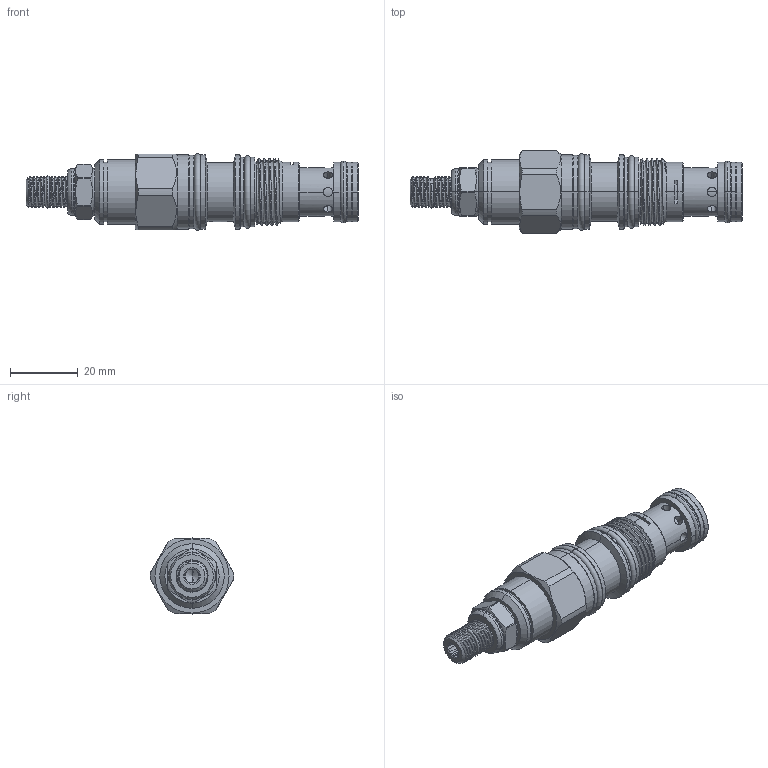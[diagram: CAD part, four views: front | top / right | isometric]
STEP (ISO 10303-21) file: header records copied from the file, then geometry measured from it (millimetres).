
FILE_DESCRIPTION (( 'STEP AP203' ), '1' );
FILE_NAME ('PB11A30-LS.STEP', '2020-03-27T03:54:58', ( '' ), ( '' ), 'SwSTEP 2.0', 'SolidWorks 2018', '' );
FILE_SCHEMA (( 'CONFIG_CONTROL_DESIGN' ));
Length unit declared in the file: millimetre
Products named in the file (1): PB11A30-LS
Bounding box: 97.88 x 24.59 x 22.55 mm (x, y, z)
Volume: 23883.5 mm3; surface area: 9328.9 mm2
Topology: 4 solids, 4 shells, 275 faces, 647 edges, 405 vertices
Faces by surface type: cylinder 141, plane 60, cone 41, torus 28, bspline 5
Entity records: 14487 total; most frequent: CARTESIAN_POINT 8273, DIRECTION 1292, ORIENTED_EDGE 1290, EDGE_CURVE 645, AXIS2_PLACEMENT_3D 538, VERTEX_POINT 405, EDGE_LOOP 306, ADVANCED_FACE 275
